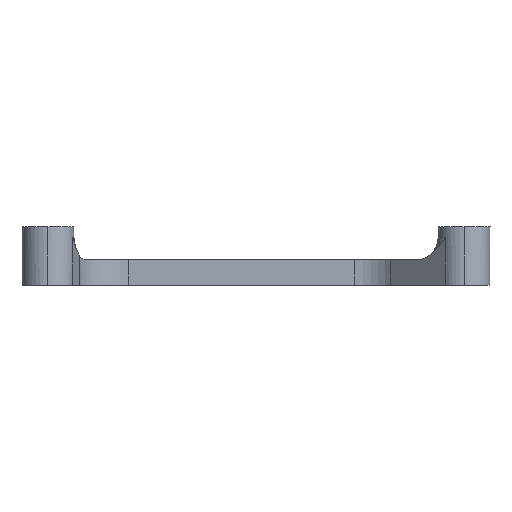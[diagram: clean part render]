
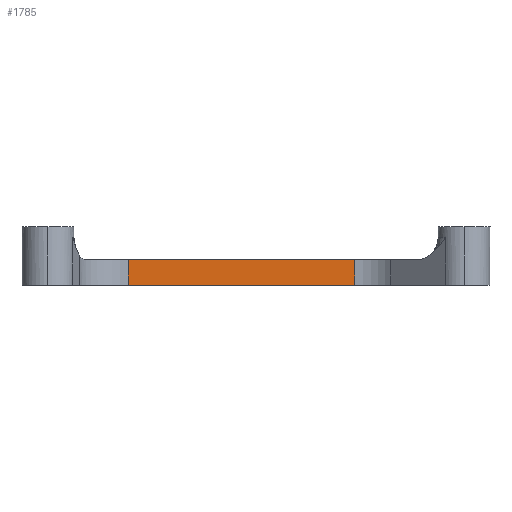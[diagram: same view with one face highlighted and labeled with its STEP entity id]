
A CAD part, left-side view. The second image highlights one B-rep face of the part: STEP entity #1785.
In plain terms, the highlighted planar face has unit normal (-1, 0, 0).
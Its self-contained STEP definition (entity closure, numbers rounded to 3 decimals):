
#42 = VERTEX_POINT ( 'NONE', #1202 ) ;
#110 = LINE ( 'NONE', #1002, #1219 ) ;
#337 = ORIENTED_EDGE ( 'NONE', *, *, #676, .F. ) ;
#515 = CARTESIAN_POINT ( 'NONE',  ( -35., 13.508, 3.5 ) ) ;
#592 = EDGE_CURVE ( 'NONE', #42, #1461, #2712, .T. ) ;
#676 = EDGE_CURVE ( 'NONE', #1461, #2554, #1720, .T. ) ;
#745 = CARTESIAN_POINT ( 'NONE',  ( -35., 0., 3.5 ) ) ;
#757 = DIRECTION ( 'NONE',  ( 0., 0., 1. ) ) ;
#822 = DIRECTION ( 'NONE',  ( 0., 1., 0. ) ) ;
#848 = VECTOR ( 'NONE', #822, 1000. ) ;
#1002 = CARTESIAN_POINT ( 'NONE',  ( -35., 13.508, 3.5 ) ) ;
#1119 = VECTOR ( 'NONE', #1391, 1000. ) ;
#1155 = DIRECTION ( 'NONE',  ( 1., 0., 0. ) ) ;
#1168 = DIRECTION ( 'NONE',  ( 0., -1., 0. ) ) ;
#1173 = FACE_OUTER_BOUND ( 'NONE', #1608, .T. ) ;
#1202 = CARTESIAN_POINT ( 'NONE',  ( -35., -17.546, 3.5 ) ) ;
#1219 = VECTOR ( 'NONE', #757, 1000. ) ;
#1235 = VERTEX_POINT ( 'NONE', #515 ) ;
#1278 = CARTESIAN_POINT ( 'NONE',  ( -35., 0., 0. ) ) ;
#1314 = ORIENTED_EDGE ( 'NONE', *, *, #1363, .T. ) ;
#1358 = VECTOR ( 'NONE', #2571, 1000. ) ;
#1363 = EDGE_CURVE ( 'NONE', #42, #1235, #2510, .T. ) ;
#1391 = DIRECTION ( 'NONE',  ( 0., 0., -1. ) ) ;
#1452 = AXIS2_PLACEMENT_3D ( 'NONE', #1593, #1155, #1168 ) ;
#1461 = VERTEX_POINT ( 'NONE', #2143 ) ;
#1556 = CARTESIAN_POINT ( 'NONE',  ( -35., 13.508, 0. ) ) ;
#1593 = CARTESIAN_POINT ( 'NONE',  ( -35., 0., 3.5 ) ) ;
#1608 = EDGE_LOOP ( 'NONE', ( #1314, #1692, #337, #2660 ) ) ;
#1692 = ORIENTED_EDGE ( 'NONE', *, *, #1705, .F. ) ;
#1705 = EDGE_CURVE ( 'NONE', #2554, #1235, #110, .T. ) ;
#1720 = LINE ( 'NONE', #1278, #848 ) ;
#1785 = ADVANCED_FACE ( 'NONE', ( #1173 ), #2023, .F. ) ;
#2023 = PLANE ( 'NONE',  #1452 ) ;
#2143 = CARTESIAN_POINT ( 'NONE',  ( -35., -17.546, 0. ) ) ;
#2489 = CARTESIAN_POINT ( 'NONE',  ( -35., -17.546, 0. ) ) ;
#2510 = LINE ( 'NONE', #745, #1358 ) ;
#2554 = VERTEX_POINT ( 'NONE', #1556 ) ;
#2571 = DIRECTION ( 'NONE',  ( 0., 1., 0. ) ) ;
#2660 = ORIENTED_EDGE ( 'NONE', *, *, #592, .F. ) ;
#2712 = LINE ( 'NONE', #2489, #1119 ) ;
